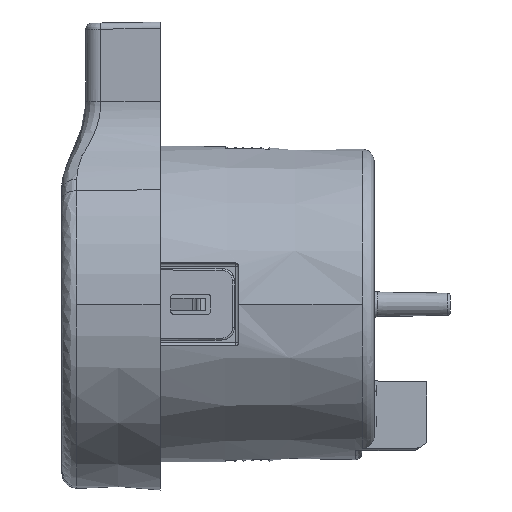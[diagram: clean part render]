
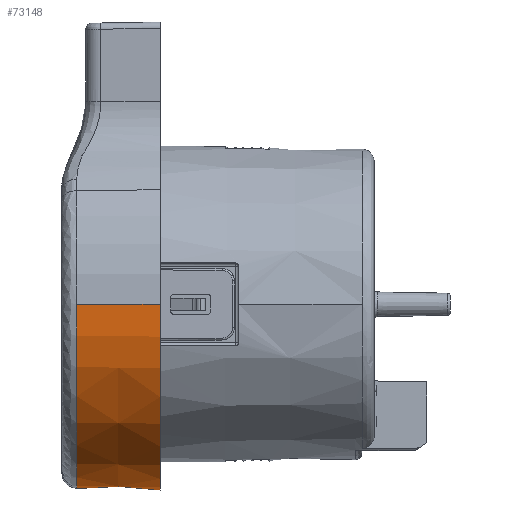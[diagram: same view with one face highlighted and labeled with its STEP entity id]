
A CAD part, left-side view. The second image highlights one B-rep face of the part: STEP entity #73148.
In plain terms, the highlighted conical face has half-angle 1 degrees and reference radius 30 mm.
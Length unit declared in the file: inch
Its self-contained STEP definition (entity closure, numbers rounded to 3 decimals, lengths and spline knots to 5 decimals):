
#1597 = CIRCLE ( 'NONE', #43190, 1.17186 ) ;
#5350 = ORIENTED_EDGE ( 'NONE', *, *, #75818, .F. ) ;
#8728 = CONICAL_SURFACE ( 'NONE', #28596, 1.1811, 0.017 ) ;
#10272 = VERTEX_POINT ( 'NONE', #75838 ) ;
#16754 = CARTESIAN_POINT ( 'NONE',  ( 0., 0., 0. ) ) ;
#19589 = CIRCLE ( 'NONE', #60823, 1.1811 ) ;
#20875 = DIRECTION ( 'NONE',  ( -0.017, -1., 0. ) ) ;
#23772 = ORIENTED_EDGE ( 'NONE', *, *, #31290, .T. ) ;
#28596 = AXIS2_PLACEMENT_3D ( 'NONE', #65855, #89436, #76026 ) ;
#31290 = EDGE_CURVE ( 'NONE', #64156, #10272, #1597, .T. ) ;
#37570 = DIRECTION ( 'NONE',  ( 0., -1., 0. ) ) ;
#38233 = FACE_OUTER_BOUND ( 'NONE', #64741, .T. ) ;
#39577 = CARTESIAN_POINT ( 'NONE',  ( 1.1811, 0., 0. ) ) ;
#41868 = LINE ( 'NONE', #39577, #65230 ) ;
#43190 = AXIS2_PLACEMENT_3D ( 'NONE', #44777, #37570, #91704 ) ;
#44777 = CARTESIAN_POINT ( 'NONE',  ( 0., 0.52928, 0. ) ) ;
#56037 = ORIENTED_EDGE ( 'NONE', *, *, #82836, .T. ) ;
#60716 = CARTESIAN_POINT ( 'NONE',  ( -1.1811, 0., 0. ) ) ;
#60823 = AXIS2_PLACEMENT_3D ( 'NONE', #16754, #80176, #80509 ) ;
#61814 = CARTESIAN_POINT ( 'NONE',  ( 1.1811, 0., 0. ) ) ;
#64156 = VERTEX_POINT ( 'NONE', #70486 ) ;
#64741 = EDGE_LOOP ( 'NONE', ( #5350, #23772, #101591, #56037 ) ) ;
#65230 = VECTOR ( 'NONE', #71443, 39.37008 ) ;
#65855 = CARTESIAN_POINT ( 'NONE',  ( 0., 0., 0. ) ) ;
#70486 = CARTESIAN_POINT ( 'NONE',  ( -1.17186, 0.52928, 0. ) ) ;
#71443 = DIRECTION ( 'NONE',  ( 0.017, -1., 0. ) ) ;
#73148 = ADVANCED_FACE ( 'NONE', ( #38233 ), #8728, .T. ) ;
#73613 = VERTEX_POINT ( 'NONE', #80420 ) ;
#75614 = VECTOR ( 'NONE', #20875, 39.37008 ) ;
#75818 = EDGE_CURVE ( 'NONE', #64156, #73613, #96484, .T. ) ;
#75838 = CARTESIAN_POINT ( 'NONE',  ( 1.17186, 0.52928, 0. ) ) ;
#76026 = DIRECTION ( 'NONE',  ( 1., 0., 0. ) ) ;
#80176 = DIRECTION ( 'NONE',  ( 0., 1., 0. ) ) ;
#80420 = CARTESIAN_POINT ( 'NONE',  ( -1.1811, 0., 0. ) ) ;
#80509 = DIRECTION ( 'NONE',  ( 1., 0., 0. ) ) ;
#82836 = EDGE_CURVE ( 'NONE', #99513, #73613, #19589, .T. ) ;
#89436 = DIRECTION ( 'NONE',  ( 0., -1., 0. ) ) ;
#91704 = DIRECTION ( 'NONE',  ( 0., 0., 1. ) ) ;
#94552 = EDGE_CURVE ( 'NONE', #10272, #99513, #41868, .T. ) ;
#96484 = LINE ( 'NONE', #60716, #75614 ) ;
#99513 = VERTEX_POINT ( 'NONE', #61814 ) ;
#101591 = ORIENTED_EDGE ( 'NONE', *, *, #94552, .T. ) ;
